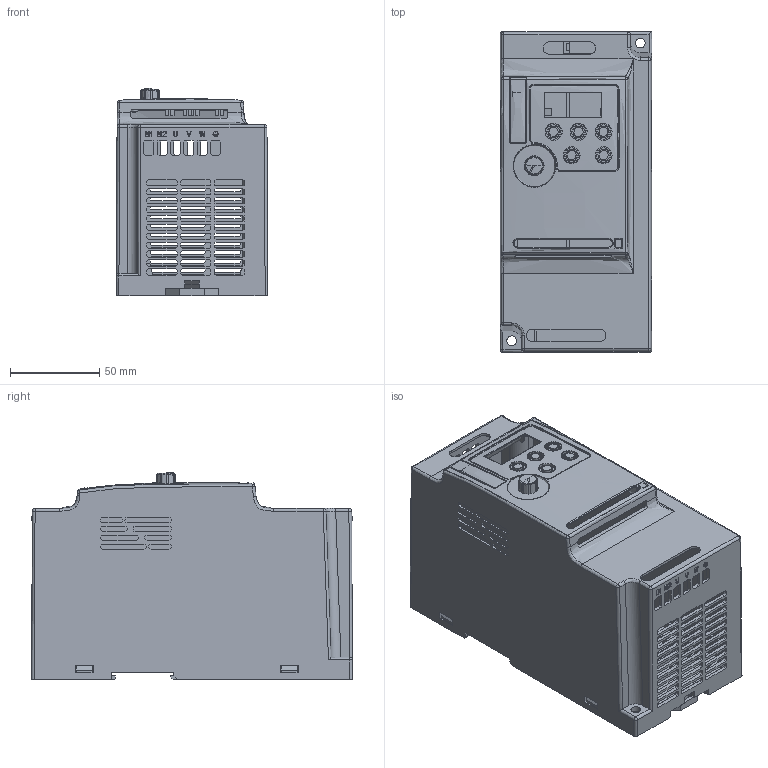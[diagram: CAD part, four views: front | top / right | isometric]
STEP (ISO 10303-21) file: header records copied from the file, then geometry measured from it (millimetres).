
FILE_DESCRIPTION((''),'2;1');
FILE_NAME('S25_ASM','2016-11-03T',('PC-TR'),(''),'PRO/ENGINEER BY PARAMETRIC TECHNOLOGY CORPORATION, 2010280','PRO/ENGINEER BY PARAMETRIC TECHNOLOGY CORPORATION, 2010280','');
FILE_SCHEMA(('CONFIG_CONTROL_DESIGN'));
Products named in the file (6): S25SJ01; S25SJ02; S25SJ03; S21SJ04; S11SJ06; S25_ASM
Assembly tree (5 placements, depth 2):
  S25_ASM
    S25SJ01
    S25SJ02
    S25SJ03
    S21SJ04
    S11SJ06
Bounding box: 85.08 x 180.08 x 116.2 mm (x, y, z)
Surface area: 216797.2 mm2 (no closed solid volume)
Topology: 0 solids, 19 shells, 2423 faces, 6825 edges, 4483 vertices
Faces by surface type: plane 1654, cylinder 581, bspline 125, cone 28, sphere 19, torus 16
Entity records: 88676 total; most frequent: CARTESIAN_POINT 28012, ORIENTED_EDGE 13527, DIRECTION 10785, EDGE_CURVE 6821, VECTOR 4953, LINE 4953, VERTEX_POINT 4483, AXIS2_PLACEMENT_3D 2916
